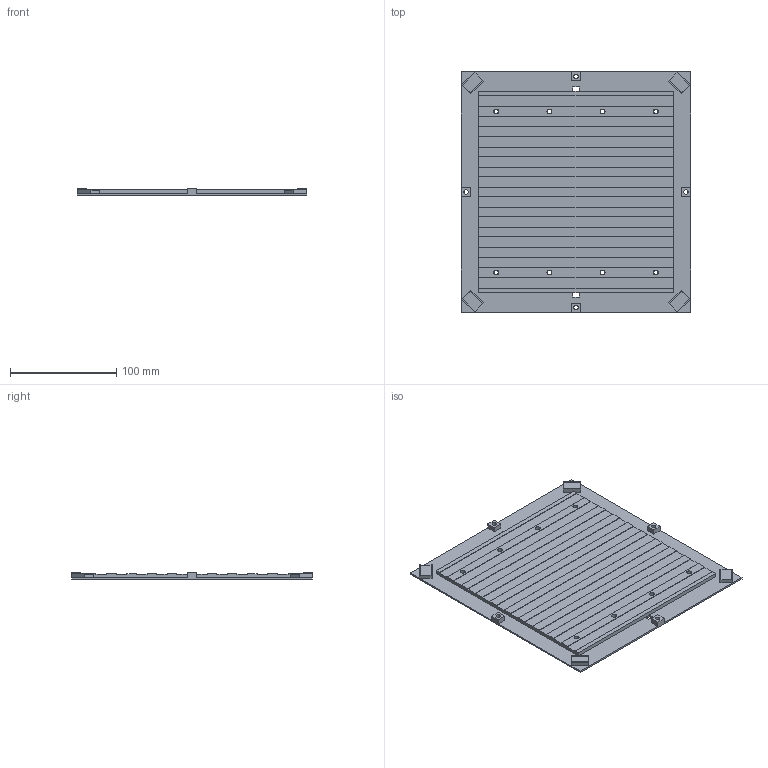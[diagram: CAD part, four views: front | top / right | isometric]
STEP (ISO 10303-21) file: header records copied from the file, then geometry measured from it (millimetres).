
FILE_DESCRIPTION(('Open CASCADE Model'),'2;1');
FILE_NAME('Open CASCADE Shape Model','2025-01-05T22:54:09',('Author'),( 'Open CASCADE'),'Open CASCADE STEP processor 7.7','Open CASCADE 7.7' ,'Unknown');
FILE_SCHEMA(('AUTOMOTIVE_DESIGN { 1 0 10303 214 1 1 1 1 }'));
Length unit declared in the file: millimetre
Products named in the file (2): =>[0:1:1:2]; SOLID
Assembly tree (1 placements, depth 2):
  =>[0:1:1:2]
    SOLID
Bounding box: 215.4 x 226.2 x 6.4 mm (x, y, z)
Volume: 202989.7 mm3; surface area: 105615.8 mm2
Topology: 1 solids, 1 shells, 147 faces, 384 edges, 256 vertices
Faces by surface type: plane 123, cylinder 24
Full cylindrical faces by diameter (mm): 4.1 x12, 4.6 x8, 6.2 x4
Entity records: 9550 total; most frequent: CARTESIAN_POINT 1621, DIRECTION 1474, LINE 1040, VECTOR 1040, ORIENTED_EDGE 768, PCURVE 768, DEFINITIONAL_REPRESENTATION 768, EDGE_CURVE 384
